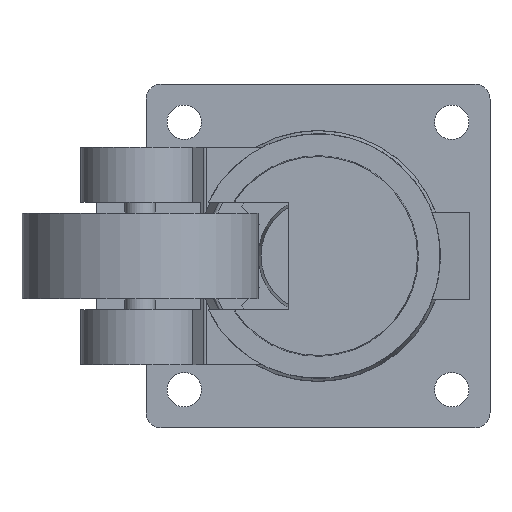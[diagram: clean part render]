
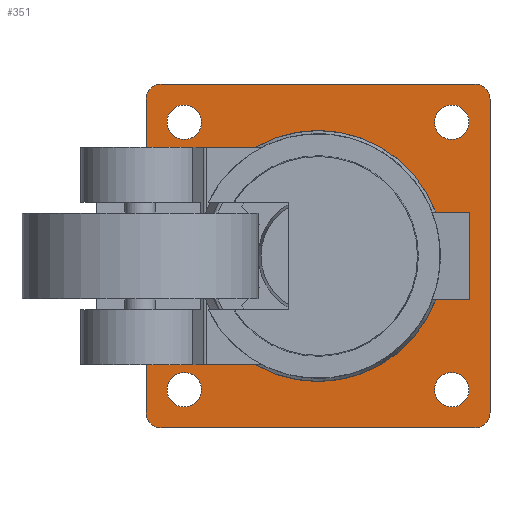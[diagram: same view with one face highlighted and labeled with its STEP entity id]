
A CAD part, front view. The second image highlights one B-rep face of the part: STEP entity #351.
In plain terms, the highlighted planar face has unit normal (0, -1, 0).
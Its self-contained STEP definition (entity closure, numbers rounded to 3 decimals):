
#351 = ADVANCED_FACE( '', ( #782, #783, #784, #785, #786, #787 ), #788, .F. );
#782 = FACE_BOUND( '', #1288, .T. );
#783 = FACE_BOUND( '', #1289, .T. );
#784 = FACE_BOUND( '', #1290, .T. );
#785 = FACE_BOUND( '', #1291, .T. );
#786 = FACE_BOUND( '', #1292, .T. );
#787 = FACE_OUTER_BOUND( '', #1293, .T. );
#788 = PLANE( '', #1294 );
#1288 = EDGE_LOOP( '', ( #2305 ) );
#1289 = EDGE_LOOP( '', ( #2306 ) );
#1290 = EDGE_LOOP( '', ( #2307 ) );
#1291 = EDGE_LOOP( '', ( #2308 ) );
#1292 = EDGE_LOOP( '', ( #2309 ) );
#1293 = EDGE_LOOP( '', ( #2310, #2311, #2312, #2313, #2314, #2315, #2316, #2317 ) );
#1294 = AXIS2_PLACEMENT_3D( '', #2318, #2319, #2320 );
#2305 = ORIENTED_EDGE( '', *, *, #2999, .T. );
#2306 = ORIENTED_EDGE( '', *, *, #3104, .T. );
#2307 = ORIENTED_EDGE( '', *, *, #3085, .T. );
#2308 = ORIENTED_EDGE( '', *, *, #3320, .T. );
#2309 = ORIENTED_EDGE( '', *, *, #3060, .T. );
#2310 = ORIENTED_EDGE( '', *, *, #3206, .F. );
#2311 = ORIENTED_EDGE( '', *, *, #2955, .F. );
#2312 = ORIENTED_EDGE( '', *, *, #3251, .F. );
#2313 = ORIENTED_EDGE( '', *, *, #3321, .F. );
#2314 = ORIENTED_EDGE( '', *, *, #3147, .F. );
#2315 = ORIENTED_EDGE( '', *, *, #3238, .F. );
#2316 = ORIENTED_EDGE( '', *, *, #3322, .F. );
#2317 = ORIENTED_EDGE( '', *, *, #3186, .F. );
#2318 = CARTESIAN_POINT( '', ( -41., 0., -41. ) );
#2319 = DIRECTION( '', ( 0., 1., 0. ) );
#2320 = DIRECTION( '', ( 0., 0., 1. ) );
#2955 = EDGE_CURVE( '', #3543, #3544, #3545, .T. );
#2999 = EDGE_CURVE( '', #3621, #3621, #3622, .T. );
#3060 = EDGE_CURVE( '', #3729, #3729, #3730, .T. );
#3085 = EDGE_CURVE( '', #3772, #3772, #3773, .T. );
#3104 = EDGE_CURVE( '', #3805, #3805, #3806, .T. );
#3147 = EDGE_CURVE( '', #3872, #3873, #3874, .T. );
#3186 = EDGE_CURVE( '', #3929, #3930, #3931, .T. );
#3206 = EDGE_CURVE( '', #3544, #3929, #3959, .T. );
#3238 = EDGE_CURVE( '', #4000, #3872, #4001, .T. );
#3251 = EDGE_CURVE( '', #4018, #3543, #4019, .T. );
#3320 = EDGE_CURVE( '', #4118, #4118, #4119, .T. );
#3321 = EDGE_CURVE( '', #3873, #4018, #4120, .T. );
#3322 = EDGE_CURVE( '', #3930, #4000, #4121, .T. );
#3543 = VERTEX_POINT( '', #4429 );
#3544 = VERTEX_POINT( '', #4430 );
#3545 = LINE( '', #4431, #4432 );
#3621 = VERTEX_POINT( '', #4527 );
#3622 = CIRCLE( '', #4528, 30. );
#3729 = VERTEX_POINT( '', #4663 );
#3730 = CIRCLE( '', #4664, 4.5 );
#3772 = VERTEX_POINT( '', #4719 );
#3773 = CIRCLE( '', #4720, 4.5 );
#3805 = VERTEX_POINT( '', #4762 );
#3806 = CIRCLE( '', #4763, 4.5 );
#3872 = VERTEX_POINT( '', #4869 );
#3873 = VERTEX_POINT( '', #4870 );
#3874 = CIRCLE( '', #4871, 4. );
#3929 = VERTEX_POINT( '', #4949 );
#3930 = VERTEX_POINT( '', #4950 );
#3931 = LINE( '', #4951, #4952 );
#3959 = CIRCLE( '', #5004, 4. );
#4000 = VERTEX_POINT( '', #5058 );
#4001 = LINE( '', #5059, #5060 );
#4018 = VERTEX_POINT( '', #5082 );
#4019 = CIRCLE( '', #5083, 4. );
#4118 = VERTEX_POINT( '', #5224 );
#4119 = CIRCLE( '', #5225, 4.5 );
#4120 = LINE( '', #5226, #5227 );
#4121 = CIRCLE( '', #5228, 4. );
#4429 = CARTESIAN_POINT( '', ( 41., 0., -45. ) );
#4430 = CARTESIAN_POINT( '', ( -41., 0., -45. ) );
#4431 = CARTESIAN_POINT( '', ( 41., 0., -45. ) );
#4432 = VECTOR( '', #5497, 1000. );
#4527 = CARTESIAN_POINT( '', ( 0., 0., 30. ) );
#4528 = AXIS2_PLACEMENT_3D( '', #5562, #5563, #5564 );
#4663 = CARTESIAN_POINT( '', ( 39.5, 0., 35. ) );
#4664 = AXIS2_PLACEMENT_3D( '', #5665, #5666, #5667 );
#4719 = CARTESIAN_POINT( '', ( -30.5, 0., 35. ) );
#4720 = AXIS2_PLACEMENT_3D( '', #5696, #5697, #5698 );
#4762 = CARTESIAN_POINT( '', ( -30.5, 0., -35. ) );
#4763 = AXIS2_PLACEMENT_3D( '', #5724, #5725, #5726 );
#4869 = CARTESIAN_POINT( '', ( 41., 0., 45. ) );
#4870 = CARTESIAN_POINT( '', ( 45., 0., 41. ) );
#4871 = AXIS2_PLACEMENT_3D( '', #5773, #5774, #5775 );
#4949 = CARTESIAN_POINT( '', ( -45., 0., -41. ) );
#4950 = CARTESIAN_POINT( '', ( -45., 0., 41. ) );
#4951 = CARTESIAN_POINT( '', ( -45., 0., -41. ) );
#4952 = VECTOR( '', #5814, 1000. );
#5004 = AXIS2_PLACEMENT_3D( '', #5829, #5830, #5831 );
#5058 = CARTESIAN_POINT( '', ( -41., 0., 45. ) );
#5059 = CARTESIAN_POINT( '', ( -41., 0., 45. ) );
#5060 = VECTOR( '', #5869, 1000. );
#5082 = CARTESIAN_POINT( '', ( 45., 0., -41. ) );
#5083 = AXIS2_PLACEMENT_3D( '', #5881, #5882, #5883 );
#5224 = CARTESIAN_POINT( '', ( 39.5, 0., -35. ) );
#5225 = AXIS2_PLACEMENT_3D( '', #5968, #5969, #5970 );
#5226 = CARTESIAN_POINT( '', ( 45., 0., 41. ) );
#5227 = VECTOR( '', #5971, 1000. );
#5228 = AXIS2_PLACEMENT_3D( '', #5972, #5973, #5974 );
#5497 = DIRECTION( '', ( -1., 0., 0. ) );
#5562 = CARTESIAN_POINT( '', ( 0., 0., 0. ) );
#5563 = DIRECTION( '', ( 0., 1., 0. ) );
#5564 = DIRECTION( '', ( 0., 0., 1. ) );
#5665 = CARTESIAN_POINT( '', ( 35., 0., 35. ) );
#5666 = DIRECTION( '', ( 0., 1., 0. ) );
#5667 = DIRECTION( '', ( 1., 0., 0. ) );
#5696 = CARTESIAN_POINT( '', ( -35., 0., 35. ) );
#5697 = DIRECTION( '', ( 0., 1., 0. ) );
#5698 = DIRECTION( '', ( 1., 0., 0. ) );
#5724 = CARTESIAN_POINT( '', ( -35., 0., -35. ) );
#5725 = DIRECTION( '', ( 0., 1., 0. ) );
#5726 = DIRECTION( '', ( 1., 0., 0. ) );
#5773 = CARTESIAN_POINT( '', ( 41., 0., 41. ) );
#5774 = DIRECTION( '', ( 0., 1., 0. ) );
#5775 = DIRECTION( '', ( 1., 0., 0. ) );
#5814 = DIRECTION( '', ( 0., 0., 1. ) );
#5829 = CARTESIAN_POINT( '', ( -41., 0., -41. ) );
#5830 = DIRECTION( '', ( 0., 1., 0. ) );
#5831 = DIRECTION( '', ( 1., 0., 0. ) );
#5869 = DIRECTION( '', ( 1., 0., 0. ) );
#5881 = CARTESIAN_POINT( '', ( 41., 0., -41. ) );
#5882 = DIRECTION( '', ( 0., 1., 0. ) );
#5883 = DIRECTION( '', ( 1., 0., 0. ) );
#5968 = CARTESIAN_POINT( '', ( 35., 0., -35. ) );
#5969 = DIRECTION( '', ( 0., 1., 0. ) );
#5970 = DIRECTION( '', ( 1., 0., 0. ) );
#5971 = DIRECTION( '', ( 0., 0., -1. ) );
#5972 = CARTESIAN_POINT( '', ( -41., 0., 41. ) );
#5973 = DIRECTION( '', ( 0., 1., 0. ) );
#5974 = DIRECTION( '', ( 1., 0., 0. ) );
